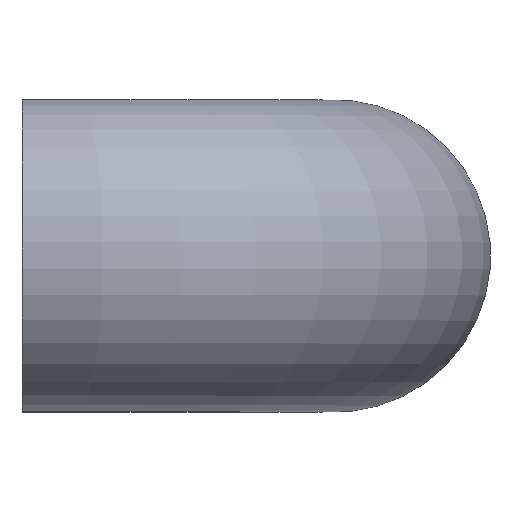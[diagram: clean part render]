
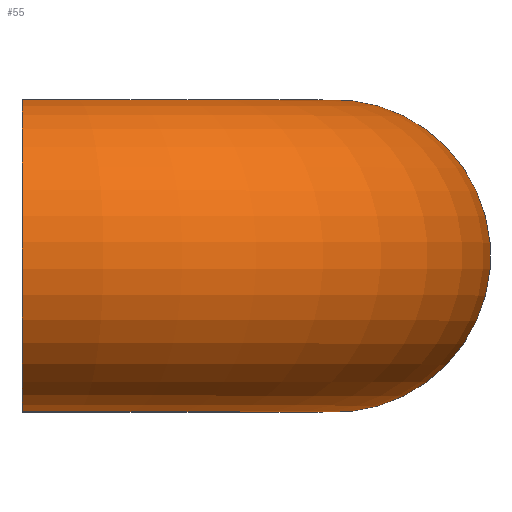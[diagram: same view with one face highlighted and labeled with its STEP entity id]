
A CAD part, top view. The second image highlights one B-rep face of the part: STEP entity #55.
In plain terms, the highlighted toroidal (fillet/blend) face has major radius 6 mm and minor radius 3 mm.
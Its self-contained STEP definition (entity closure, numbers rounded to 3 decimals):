
#55=ADVANCED_FACE('',(#71),#73,.T.);
#71=FACE_BOUND('',#72,.T.);
#72=EDGE_LOOP('',(#89,#90,#91,#92));
#73=TOROIDAL_SURFACE('',#74,6.,3.);
#74=AXIS2_PLACEMENT_3D('',#75,#76,#77);
#75=CARTESIAN_POINT('',(0.,0.,0.));
#76=DIRECTION('',(0.,-1.,0.));
#77=DIRECTION('',(0.,0.,-1.));
#89=ORIENTED_EDGE('',*,*,#100,.F.);
#90=ORIENTED_EDGE('',*,*,#101,.T.);
#91=ORIENTED_EDGE('',*,*,#98,.T.);
#92=ORIENTED_EDGE('',*,*,#102,.T.);
#98=EDGE_CURVE('',#103,#104,#106,.T.);
#100=EDGE_CURVE('',#108,#107,#110,.T.);
#101=EDGE_CURVE('',#108,#103,#111,.T.);
#102=EDGE_CURVE('',#104,#107,#112,.F.);
#103=VERTEX_POINT('',#113);
#104=VERTEX_POINT('',#114);
#106=CIRCLE('',#118,3.);
#107=VERTEX_POINT('',#122);
#108=VERTEX_POINT('',#123);
#110=CIRCLE('',#127,3.);
#111=CIRCLE('',#131,3.15);
#112=CIRCLE('',#135,3.15);
#113=CARTESIAN_POINT('',(0.,-0.937,-3.15));
#114=CARTESIAN_POINT('',(0.,0.937,-3.15));
#118=AXIS2_PLACEMENT_3D('',#119,#120,#121);
#119=CARTESIAN_POINT('',(0.,0.,-6.));
#120=DIRECTION('',(1.,0.,0.));
#121=DIRECTION('',(0.,-0.312,0.95));
#122=CARTESIAN_POINT('',(0.,0.937,3.15));
#123=CARTESIAN_POINT('',(0.,-0.937,3.15));
#127=AXIS2_PLACEMENT_3D('',#128,#129,#130);
#128=CARTESIAN_POINT('',(0.,0.,6.));
#129=DIRECTION('',(-1.,0.,0.));
#130=DIRECTION('',(0.,-0.312,-0.95));
#131=AXIS2_PLACEMENT_3D('',#132,#133,#134);
#132=CARTESIAN_POINT('',(0.,-0.937,0.));
#133=DIRECTION('',(0.,1.,0.));
#134=DIRECTION('',(0.,0.,1.));
#135=AXIS2_PLACEMENT_3D('',#136,#137,#138);
#136=CARTESIAN_POINT('',(0.,0.937,0.));
#137=DIRECTION('',(0.,1.,0.));
#138=DIRECTION('',(0.,0.,1.));
